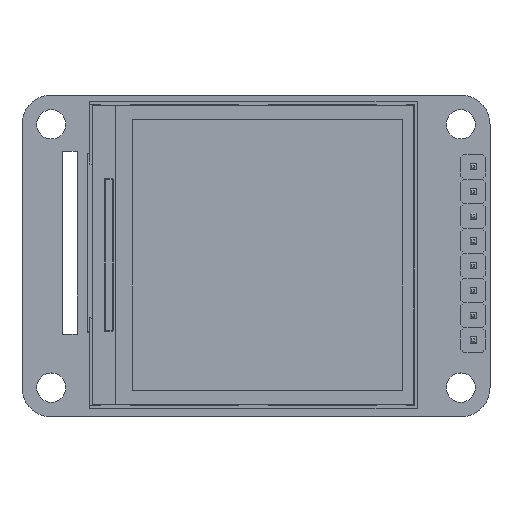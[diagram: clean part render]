
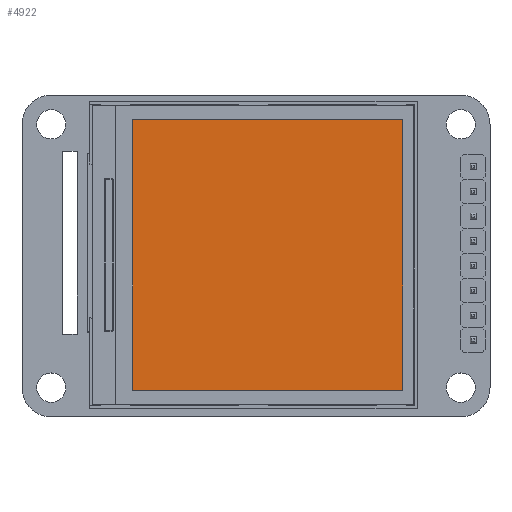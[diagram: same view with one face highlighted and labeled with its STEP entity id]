
A CAD part, top view. The second image highlights one B-rep face of the part: STEP entity #4922.
In plain terms, the highlighted planar face has unit normal (0, 0, 1).
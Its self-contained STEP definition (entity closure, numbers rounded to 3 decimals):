
#4832 = VERTEX_POINT('',#4833);
#4833 = CARTESIAN_POINT('',(-13.86,4.409,1.369));
#4839 = EDGE_CURVE('',#4832,#4840,#4842,.T.);
#4840 = VERTEX_POINT('',#4841);
#4841 = CARTESIAN_POINT('',(-13.86,32.129,1.369));
#4842 = LINE('',#4843,#4844);
#4843 = CARTESIAN_POINT('',(-13.86,4.409,1.369));
#4844 = VECTOR('',#4845,1.);
#4845 = DIRECTION('',(0.,1.,0.));
#4863 = EDGE_CURVE('',#4840,#4864,#4866,.T.);
#4864 = VERTEX_POINT('',#4865);
#4865 = CARTESIAN_POINT('',(13.86,32.129,1.369));
#4866 = LINE('',#4867,#4868);
#4867 = CARTESIAN_POINT('',(-13.86,32.129,1.369));
#4868 = VECTOR('',#4869,1.);
#4869 = DIRECTION('',(1.,0.,0.));
#4887 = EDGE_CURVE('',#4864,#4888,#4890,.T.);
#4888 = VERTEX_POINT('',#4889);
#4889 = CARTESIAN_POINT('',(13.86,4.409,1.369));
#4890 = LINE('',#4891,#4892);
#4891 = CARTESIAN_POINT('',(13.86,32.129,1.369));
#4892 = VECTOR('',#4893,1.);
#4893 = DIRECTION('',(0.,-1.,0.));
#4911 = EDGE_CURVE('',#4888,#4832,#4912,.T.);
#4912 = LINE('',#4913,#4914);
#4913 = CARTESIAN_POINT('',(13.86,4.409,1.369));
#4914 = VECTOR('',#4915,1.);
#4915 = DIRECTION('',(-1.,0.,0.));
#4922 = ADVANCED_FACE('',(#4923),#4929,.F.);
#4923 = FACE_BOUND('',#4924,.T.);
#4924 = EDGE_LOOP('',(#4925,#4926,#4927,#4928));
#4925 = ORIENTED_EDGE('',*,*,#4839,.F.);
#4926 = ORIENTED_EDGE('',*,*,#4911,.F.);
#4927 = ORIENTED_EDGE('',*,*,#4887,.F.);
#4928 = ORIENTED_EDGE('',*,*,#4863,.F.);
#4929 = PLANE('',#4930);
#4930 = AXIS2_PLACEMENT_3D('',#4931,#4932,#4933);
#4931 = CARTESIAN_POINT('',(0.,0.,1.369));
#4932 = DIRECTION('',(0.,0.,-1.));
#4933 = DIRECTION('',(-1.,0.,0.));
